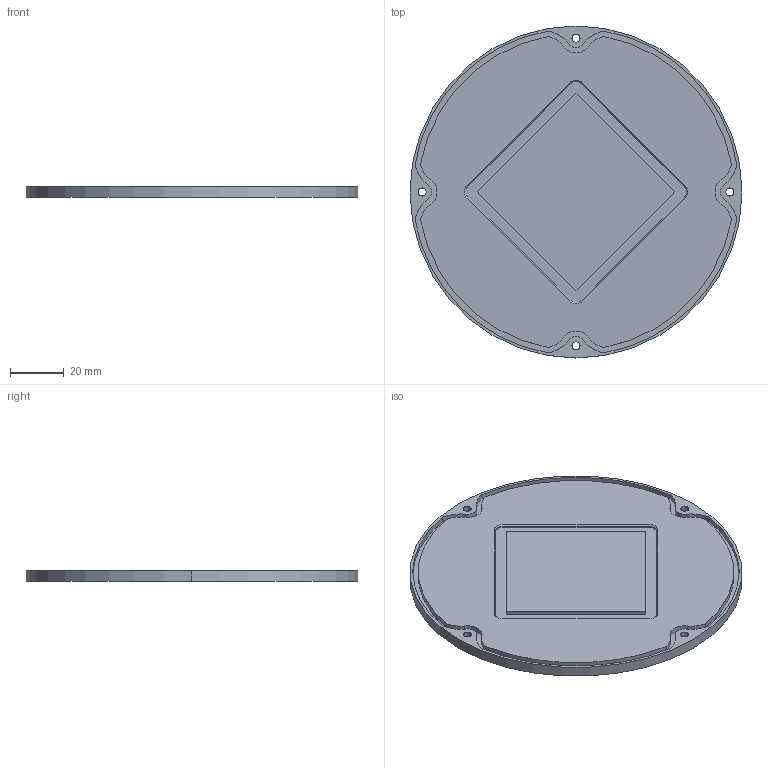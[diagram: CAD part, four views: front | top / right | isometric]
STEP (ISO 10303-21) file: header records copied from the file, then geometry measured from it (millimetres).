
FILE_DESCRIPTION (( 'STEP AP214' ), '1' );
FILE_NAME ('chiusura base rev22.STEP', '2022-01-27T10:03:44', ( '' ), ( '' ), 'SwSTEP 2.0', 'SolidWorks 2021', '' );
FILE_SCHEMA (( 'AUTOMOTIVE_DESIGN' ));
Length unit declared in the file: millimetre
Products named in the file (1): chiusura base rev22
Bounding box: 123 x 123 x 4 mm (x, y, z)
Volume: 44369 mm3; surface area: 27583.8 mm2
Topology: 1 solids, 5 shells, 110 faces, 271 edges, 171 vertices
Faces by surface type: cylinder 63, plane 26, cone 21
Entity records: 3303 total; most frequent: DIRECTION 632, CARTESIAN_POINT 545, ORIENTED_EDGE 526, EDGE_CURVE 263, AXIS2_PLACEMENT_3D 258, VERTEX_POINT 171, CIRCLE 147, EDGE_LOOP 126
